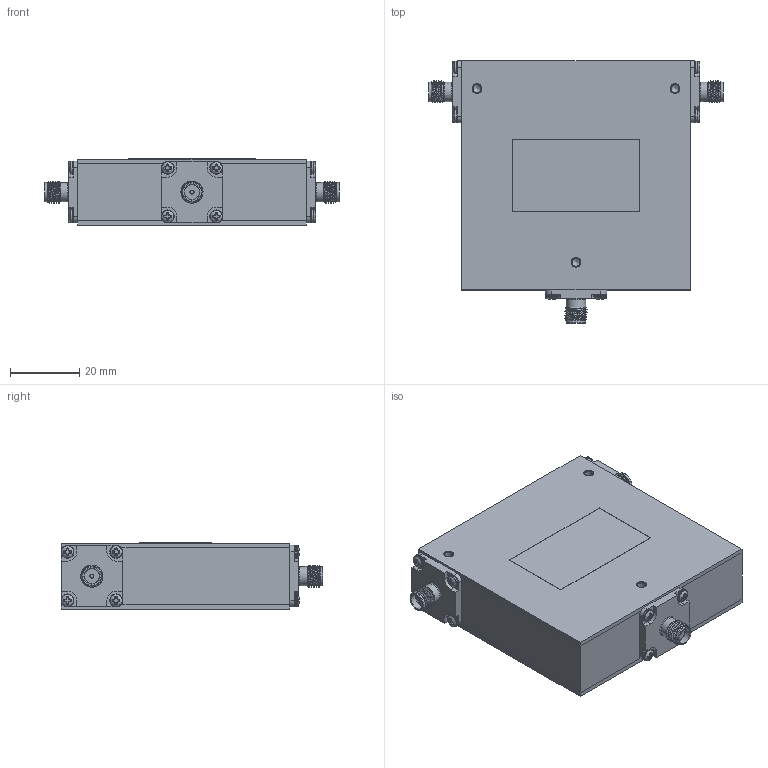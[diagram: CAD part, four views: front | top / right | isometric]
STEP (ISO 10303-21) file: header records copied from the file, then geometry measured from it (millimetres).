
FILE_DESCRIPTION (( 'STEP AP203' ), '1' );
FILE_NAME ('PE8400_3D.step', '2021-08-16T21:04:07', ( '' ), ( '' ), 'SwSTEP 2.0', 'SolidWorks 2021', '' );
FILE_SCHEMA (( 'CONFIG_CONTROL_DESIGN' ));
Length unit declared in the file: inch
Products named in the file (1): PE8400_3D
Bounding box: 85.09 x 75.56 x 19.13 mm (x, y, z)
Volume: 85681.6 mm3; surface area: 15431.1 mm2
Topology: 1 solids, 13 shells, 684 faces, 1818 edges, 1200 vertices
Faces by surface type: plane 342, cylinder 222, cone 69, torus 30, sphere 12, bspline 9
Full cylindrical faces by diameter (mm): 0.94 x3, 1.194 x3, 1.524 x12, 2.261 x6, 2.845 x6, 3.667 x12, 4.572 x3, 5.582 x6
Entity records: 24833 total; most frequent: CARTESIAN_POINT 8932, ORIENTED_EDGE 3396, DIRECTION 3086, EDGE_CURVE 1698, AXIS2_PLACEMENT_3D 1171, VERTEX_POINT 1170, EDGE_LOOP 814, FACE_OUTER_BOUND 777
